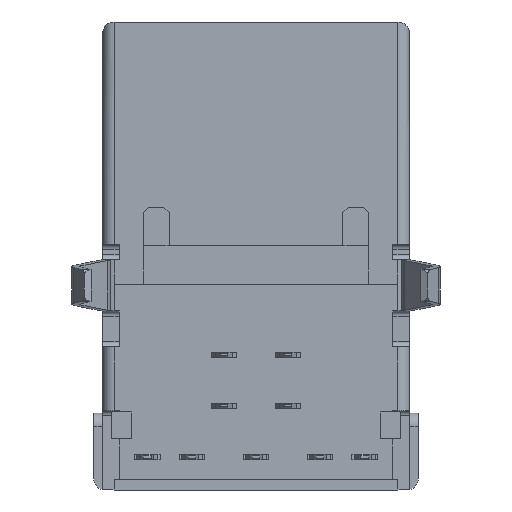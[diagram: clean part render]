
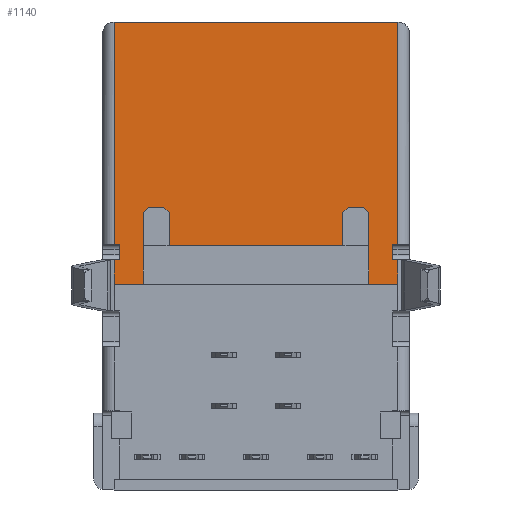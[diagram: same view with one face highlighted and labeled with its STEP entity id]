
A CAD part, front view. The second image highlights one B-rep face of the part: STEP entity #1140.
In plain terms, the highlighted planar face has unit normal (0, -1, 0).
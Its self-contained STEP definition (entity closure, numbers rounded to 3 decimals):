
#1140=ADVANCED_FACE('',(#2350),#2351,.T.);
#2350=FACE_OUTER_BOUND('',#3612,.T.);
#2351=PLANE('',#3613);
#3612=EDGE_LOOP('',(#7228,#7229,#7230,#7231,#7232,#7233,#7234,#7235,#7236,#7237,#7238,#7239,#7240,#7241,#7242,#7243,#7244,#7245,#7246,#7247,#7248,#7249,#7250,#7251));
#3613=AXIS2_PLACEMENT_3D('',#7252,#7253,#7254);
#7228=ORIENTED_EDGE('',*,*,#8988,.T.);
#7229=ORIENTED_EDGE('',*,*,#9158,.F.);
#7230=ORIENTED_EDGE('',*,*,#9108,.T.);
#7231=ORIENTED_EDGE('',*,*,#9134,.T.);
#7232=ORIENTED_EDGE('',*,*,#9035,.T.);
#7233=ORIENTED_EDGE('',*,*,#9162,.F.);
#7234=ORIENTED_EDGE('',*,*,#8817,.F.);
#7235=ORIENTED_EDGE('',*,*,#9250,.T.);
#7236=ORIENTED_EDGE('',*,*,#9209,.T.);
#7237=ORIENTED_EDGE('',*,*,#9203,.T.);
#7238=ORIENTED_EDGE('',*,*,#9169,.T.);
#7239=ORIENTED_EDGE('',*,*,#9251,.T.);
#7240=ORIENTED_EDGE('',*,*,#8987,.T.);
#7241=ORIENTED_EDGE('',*,*,#8993,.T.);
#7242=ORIENTED_EDGE('',*,*,#9000,.T.);
#7243=ORIENTED_EDGE('',*,*,#9032,.T.);
#7244=ORIENTED_EDGE('',*,*,#9029,.T.);
#7245=ORIENTED_EDGE('',*,*,#9026,.T.);
#7246=ORIENTED_EDGE('',*,*,#9023,.T.);
#7247=ORIENTED_EDGE('',*,*,#9019,.T.);
#7248=ORIENTED_EDGE('',*,*,#9015,.T.);
#7249=ORIENTED_EDGE('',*,*,#9011,.T.);
#7250=ORIENTED_EDGE('',*,*,#9007,.T.);
#7251=ORIENTED_EDGE('',*,*,#9003,.T.);
#7252=CARTESIAN_POINT('',(0.0,-6.1,0.0));
#7253=DIRECTION('',(0.,-1.0,0.));
#7254=DIRECTION('',(-1.0,0.,0.));
#8817=EDGE_CURVE('',#10933,#10937,#10938,.T.);
#8987=EDGE_CURVE('',#11092,#11198,#11200,.T.);
#8988=EDGE_CURVE('',#11201,#11074,#11202,.T.);
#8993=EDGE_CURVE('',#11198,#11207,#11209,.T.);
#9000=EDGE_CURVE('',#11207,#11219,#11220,.T.);
#9003=EDGE_CURVE('',#11223,#11201,#11224,.T.);
#9007=EDGE_CURVE('',#11229,#11223,#11230,.T.);
#9011=EDGE_CURVE('',#11235,#11229,#11236,.T.);
#9015=EDGE_CURVE('',#11241,#11235,#11242,.T.);
#9019=EDGE_CURVE('',#11247,#11241,#11248,.T.);
#9023=EDGE_CURVE('',#11252,#11247,#11253,.T.);
#9026=EDGE_CURVE('',#11256,#11252,#11257,.T.);
#9029=EDGE_CURVE('',#11260,#11256,#11261,.T.);
#9032=EDGE_CURVE('',#11219,#11260,#11264,.T.);
#9035=EDGE_CURVE('',#11267,#11268,#11269,.T.);
#9108=EDGE_CURVE('',#11380,#11381,#11382,.T.);
#9134=EDGE_CURVE('',#11381,#11267,#11421,.T.);
#9158=EDGE_CURVE('',#11380,#11074,#11455,.T.);
#9162=EDGE_CURVE('',#10937,#11268,#11459,.T.);
#9169=EDGE_CURVE('',#11468,#11469,#11470,.T.);
#9203=EDGE_CURVE('',#11525,#11468,#11526,.T.);
#9209=EDGE_CURVE('',#11535,#11525,#11536,.T.);
#9250=EDGE_CURVE('',#10933,#11535,#11587,.T.);
#9251=EDGE_CURVE('',#11469,#11092,#11588,.T.);
#10933=VERTEX_POINT('',#14020);
#10937=VERTEX_POINT('',#14025);
#10938=LINE('',#14026,#14027);
#11074=VERTEX_POINT('',#14229);
#11092=VERTEX_POINT('',#14256);
#11198=VERTEX_POINT('',#14406);
#11200=LINE('',#14409,#14410);
#11201=VERTEX_POINT('',#14411);
#11202=LINE('',#14412,#14413);
#11207=VERTEX_POINT('',#14420);
#11209=LINE('',#14423,#14424);
#11219=VERTEX_POINT('',#14438);
#11220=LINE('',#14439,#14440);
#11223=VERTEX_POINT('',#14444);
#11224=LINE('',#14445,#14446);
#11229=VERTEX_POINT('',#14453);
#11230=LINE('',#14454,#14455);
#11235=VERTEX_POINT('',#14462);
#11236=LINE('',#14463,#14464);
#11241=VERTEX_POINT('',#14471);
#11242=LINE('',#14472,#14473);
#11247=VERTEX_POINT('',#14480);
#11248=LINE('',#14481,#14482);
#11252=VERTEX_POINT('',#14488);
#11253=LINE('',#14489,#14490);
#11256=VERTEX_POINT('',#14494);
#11257=LINE('',#14495,#14496);
#11260=VERTEX_POINT('',#14500);
#11261=LINE('',#14501,#14502);
#11264=LINE('',#14506,#14507);
#11267=VERTEX_POINT('',#14510);
#11268=VERTEX_POINT('',#14511);
#11269=LINE('',#14512,#14513);
#11380=VERTEX_POINT('',#14657);
#11381=VERTEX_POINT('',#14658);
#11382=LINE('',#14659,#14660);
#11421=LINE('',#14709,#14710);
#11455=LINE('',#14757,#14758);
#11459=LINE('',#14763,#14764);
#11468=VERTEX_POINT('',#14781);
#11469=VERTEX_POINT('',#14782);
#11470=LINE('',#14783,#14784);
#11525=VERTEX_POINT('',#14854);
#11526=LINE('',#14855,#14856);
#11535=VERTEX_POINT('',#14867);
#11536=LINE('',#14868,#14869);
#11587=LINE('',#14937,#14938);
#11588=LINE('',#14939,#14940);
#14020=CARTESIAN_POINT('',(-5.55,-6.1,0.));
#14025=CARTESIAN_POINT('',(5.55,-6.1,0.));
#14026=CARTESIAN_POINT('',(-5.55,-6.1,0.));
#14027=VECTOR('',#16061,1.0);
#14229=CARTESIAN_POINT('',(5.55,-6.1,-10.25));
#14256=CARTESIAN_POINT('',(-5.55,-6.1,-10.25));
#14406=CARTESIAN_POINT('',(-4.4,-6.1,-10.25));
#14409=CARTESIAN_POINT('',(-2.775,-6.1,-10.25));
#14410=VECTOR('',#16234,1.0);
#14411=CARTESIAN_POINT('',(4.4,-6.1,-10.25));
#14412=CARTESIAN_POINT('',(-2.775,-6.1,-10.25));
#14413=VECTOR('',#16235,1.0);
#14420=CARTESIAN_POINT('',(-4.4,-6.1,-7.45));
#14423=CARTESIAN_POINT('',(-4.4,-6.1,-4.425));
#14424=VECTOR('',#16239,1.0);
#14438=CARTESIAN_POINT('',(-4.2,-6.1,-7.25));
#14439=CARTESIAN_POINT('',(-1.388,-6.1,-4.437));
#14440=VECTOR('',#16244,1.0);
#14444=CARTESIAN_POINT('',(4.4,-6.1,-7.45));
#14445=CARTESIAN_POINT('',(4.4,-6.1,-4.425));
#14446=VECTOR('',#16246,1.0);
#14453=CARTESIAN_POINT('',(4.2,-6.1,-7.25));
#14454=CARTESIAN_POINT('',(1.388,-6.1,-4.438));
#14455=VECTOR('',#16249,1.0);
#14462=CARTESIAN_POINT('',(3.6,-6.1,-7.25));
#14463=CARTESIAN_POINT('',(1.95,-6.1,-7.25));
#14464=VECTOR('',#16252,1.0);
#14471=CARTESIAN_POINT('',(3.4,-6.1,-7.45));
#14472=CARTESIAN_POINT('',(4.463,-6.1,-6.388));
#14473=VECTOR('',#16255,1.0);
#14480=CARTESIAN_POINT('',(3.4,-6.1,-8.75));
#14481=CARTESIAN_POINT('',(3.4,-6.1,-4.05));
#14482=VECTOR('',#16258,1.0);
#14488=CARTESIAN_POINT('',(-3.4,-6.1,-8.75));
#14489=CARTESIAN_POINT('',(0.,-6.1,-8.75));
#14490=VECTOR('',#16261,1.0);
#14494=CARTESIAN_POINT('',(-3.4,-6.1,-7.45));
#14495=CARTESIAN_POINT('',(-3.4,-6.1,-4.05));
#14496=VECTOR('',#16263,1.0);
#14500=CARTESIAN_POINT('',(-3.6,-6.1,-7.25));
#14501=CARTESIAN_POINT('',(-4.462,-6.1,-6.387));
#14502=VECTOR('',#16265,1.0);
#14506=CARTESIAN_POINT('',(-1.95,-6.1,-7.25));
#14507=VECTOR('',#16267,1.0);
#14510=CARTESIAN_POINT('',(5.35,-6.1,-8.7));
#14511=CARTESIAN_POINT('',(5.55,-6.1,-8.7));
#14512=CARTESIAN_POINT('',(2.675,-6.1,-8.7));
#14513=VECTOR('',#16268,1.0);
#14657=CARTESIAN_POINT('',(5.55,-6.1,-9.3));
#14658=CARTESIAN_POINT('',(5.35,-6.1,-9.3));
#14659=CARTESIAN_POINT('',(2.675,-6.1,-9.3));
#14660=VECTOR('',#16371,1.0);
#14709=CARTESIAN_POINT('',(5.35,-6.1,-6.538));
#14710=VECTOR('',#16415,1.0);
#14757=CARTESIAN_POINT('',(5.55,-6.1,0.));
#14758=VECTOR('',#16438,1.0);
#14763=CARTESIAN_POINT('',(5.55,-6.1,0.));
#14764=VECTOR('',#16443,1.0);
#14781=CARTESIAN_POINT('',(-5.35,-6.1,-9.3));
#14782=CARTESIAN_POINT('',(-5.55,-6.1,-9.3));
#14783=CARTESIAN_POINT('',(-3.675,-6.1,-9.3));
#14784=VECTOR('',#16451,1.0);
#14854=CARTESIAN_POINT('',(-5.35,-6.1,-8.7));
#14855=CARTESIAN_POINT('',(-5.35,-6.1,-6.538));
#14856=VECTOR('',#16506,1.0);
#14867=CARTESIAN_POINT('',(-5.55,-6.1,-8.7));
#14868=CARTESIAN_POINT('',(-3.675,-6.1,-8.7));
#14869=VECTOR('',#16515,1.0);
#14937=CARTESIAN_POINT('',(-5.55,-6.1,0.));
#14938=VECTOR('',#16560,1.0);
#14939=CARTESIAN_POINT('',(-5.55,-6.1,0.));
#14940=VECTOR('',#16561,1.0);
#16061=DIRECTION('',(1.0,0.,0.));
#16234=DIRECTION('',(1.0,0.,0.));
#16235=DIRECTION('',(1.0,0.,0.));
#16239=DIRECTION('',(0.,0.0,1.0));
#16244=DIRECTION('',(0.707,0.,0.707));
#16246=DIRECTION('',(0.,0.0,-1.0));
#16249=DIRECTION('',(0.707,0.,-0.707));
#16252=DIRECTION('',(1.0,0.,0.));
#16255=DIRECTION('',(0.707,0.,0.707));
#16258=DIRECTION('',(0.,0.0,1.0));
#16261=DIRECTION('',(1.0,0.,0.));
#16263=DIRECTION('',(0.,0.0,-1.0));
#16265=DIRECTION('',(0.707,0.,-0.707));
#16267=DIRECTION('',(1.0,0.,0.));
#16268=DIRECTION('',(1.0,0.,0.));
#16371=DIRECTION('',(-1.0,0.,0.));
#16415=DIRECTION('',(0.,0.,1.0));
#16438=DIRECTION('',(0.,0.0,-1.0));
#16443=DIRECTION('',(0.,0.0,-1.0));
#16451=DIRECTION('',(-1.0,0.,0.));
#16506=DIRECTION('',(0.,0.,-1.0));
#16515=DIRECTION('',(1.0,0.,0.));
#16560=DIRECTION('',(0.,0.0,-1.0));
#16561=DIRECTION('',(0.,0.0,-1.0));
